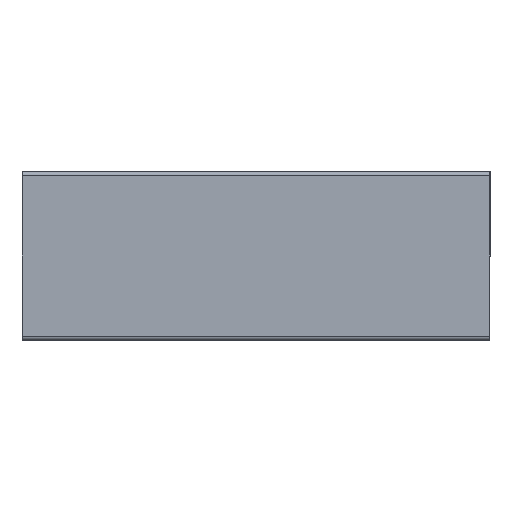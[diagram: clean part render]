
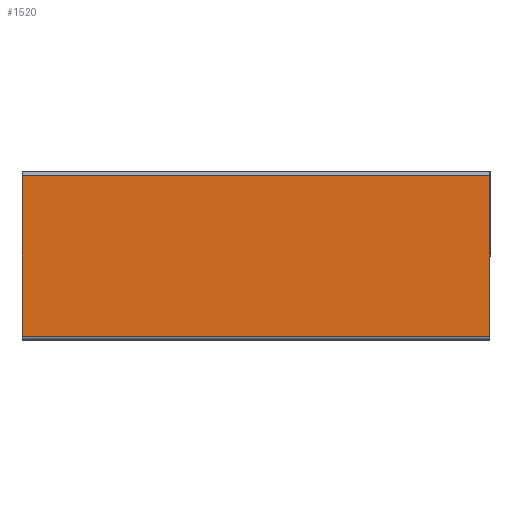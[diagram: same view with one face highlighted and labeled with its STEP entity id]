
A CAD part, left-side view. The second image highlights one B-rep face of the part: STEP entity #1520.
In plain terms, the highlighted planar face has unit normal (-1, 0, 0).
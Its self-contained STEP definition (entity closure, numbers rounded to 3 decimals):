
#130 = EDGE_CURVE ( 'NONE', #2614, #643, #1751, .T. ) ;
#161 = VECTOR ( 'NONE', #2601, 1000. ) ;
#191 = DIRECTION ( 'NONE',  ( 0., -1., 0. ) ) ;
#360 = VECTOR ( 'NONE', #191, 1000. ) ;
#451 = DIRECTION ( 'NONE',  ( 0., 0., -1. ) ) ;
#459 = LINE ( 'NONE', #3767, #360 ) ;
#596 = CARTESIAN_POINT ( 'NONE',  ( -0.3, 0.44, 1.25 ) ) ;
#605 = VECTOR ( 'NONE', #3771, 1000. ) ;
#643 = VERTEX_POINT ( 'NONE', #3272 ) ;
#654 = CARTESIAN_POINT ( 'NONE',  ( -0.3, 0.01, 1.25 ) ) ;
#828 = LINE ( 'NONE', #3739, #605 ) ;
#841 = EDGE_LOOP ( 'NONE', ( #3513, #3087, #3225, #3128 ) ) ;
#1130 = CARTESIAN_POINT ( 'NONE',  ( -0.3, 0.01, 1.25 ) ) ;
#1520 = ADVANCED_FACE ( 'NONE', ( #2137 ), #3190, .F. ) ;
#1751 = LINE ( 'NONE', #2271, #161 ) ;
#1753 = VERTEX_POINT ( 'NONE', #654 ) ;
#1886 = LINE ( 'NONE', #3068, #3469 ) ;
#2137 = FACE_OUTER_BOUND ( 'NONE', #841, .T. ) ;
#2271 = CARTESIAN_POINT ( 'NONE',  ( -0.3, 0.44, 1.25 ) ) ;
#2446 = EDGE_CURVE ( 'NONE', #643, #2814, #828, .T. ) ;
#2601 = DIRECTION ( 'NONE',  ( 0., 0., -1. ) ) ;
#2604 = DIRECTION ( 'NONE',  ( 1., 0., 0. ) ) ;
#2614 = VERTEX_POINT ( 'NONE', #596 ) ;
#2814 = VERTEX_POINT ( 'NONE', #3025 ) ;
#2863 = EDGE_CURVE ( 'NONE', #2614, #1753, #459, .T. ) ;
#3025 = CARTESIAN_POINT ( 'NONE',  ( -0.3, 0.01, 0. ) ) ;
#3068 = CARTESIAN_POINT ( 'NONE',  ( -0.3, 0.01, 1.25 ) ) ;
#3087 = ORIENTED_EDGE ( 'NONE', *, *, #3110, .F. ) ;
#3110 = EDGE_CURVE ( 'NONE', #1753, #2814, #1886, .T. ) ;
#3128 = ORIENTED_EDGE ( 'NONE', *, *, #130, .T. ) ;
#3190 = PLANE ( 'NONE',  #3222 ) ;
#3222 = AXIS2_PLACEMENT_3D ( 'NONE', #1130, #2604, #3490 ) ;
#3225 = ORIENTED_EDGE ( 'NONE', *, *, #2863, .F. ) ;
#3272 = CARTESIAN_POINT ( 'NONE',  ( -0.3, 0.44, 0. ) ) ;
#3469 = VECTOR ( 'NONE', #451, 1000. ) ;
#3490 = DIRECTION ( 'NONE',  ( 0., 0., -1. ) ) ;
#3513 = ORIENTED_EDGE ( 'NONE', *, *, #2446, .T. ) ;
#3739 = CARTESIAN_POINT ( 'NONE',  ( -0.3, 0.01, 0. ) ) ;
#3767 = CARTESIAN_POINT ( 'NONE',  ( -0.3, 0.01, 1.25 ) ) ;
#3771 = DIRECTION ( 'NONE',  ( 0., -1., 0. ) ) ;
